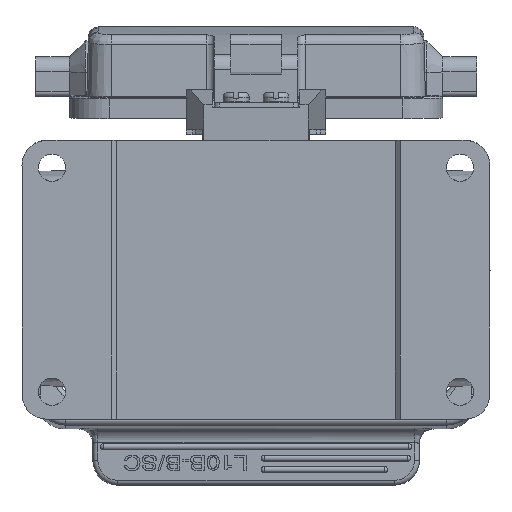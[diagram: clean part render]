
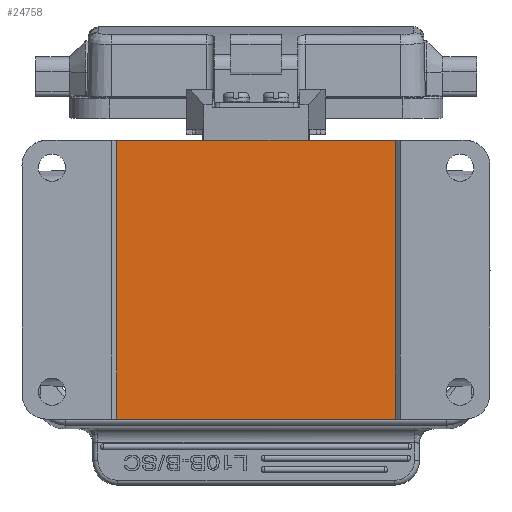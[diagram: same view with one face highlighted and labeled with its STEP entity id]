
A CAD part, front view. The second image highlights one B-rep face of the part: STEP entity #24758.
In plain terms, the highlighted planar face has unit normal (0, -1, -0.009).
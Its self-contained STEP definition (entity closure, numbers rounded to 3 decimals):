
#2827=DIRECTION('',(1.,0.,0.));
#2828=VECTOR('',#2827,56.);
#2829=CARTESIAN_POINT('',(18.986,-21.779,
-50.144));
#2830=LINE('',#2829,#2828);
#3241=DIRECTION('',(-1.,0.,0.));
#3242=VECTOR('',#3241,56.);
#3243=CARTESIAN_POINT('',(74.986,-22.285,5.854));
#3244=LINE('',#3243,#3242);
#3291=DIRECTION('',(0.,-0.009,1.));
#3292=VECTOR('',#3291,56.);
#3293=CARTESIAN_POINT('',(74.986,-21.796,
-50.144));
#3294=LINE('',#3293,#3292);
#3295=DIRECTION('',(0.,-0.009,1.));
#3296=VECTOR('',#3295,56.);
#3297=CARTESIAN_POINT('',(18.986,-21.779,
-50.144));
#3298=LINE('',#3297,#3296);
#17407=CARTESIAN_POINT('',(74.986,-22.285,
5.854));
#17408=VERTEX_POINT('',#17407);
#17409=CARTESIAN_POINT('',(18.986,-22.267,
5.854));
#17410=VERTEX_POINT('',#17409);
#17441=CARTESIAN_POINT('',(18.986,-21.779,
-50.144));
#17442=VERTEX_POINT('',#17441);
#17443=CARTESIAN_POINT('',(74.986,-21.796,
-50.144));
#17444=VERTEX_POINT('',#17443);
#24746=CARTESIAN_POINT('',(46.986,-22.032,
-22.145));
#24747=DIRECTION('',(0.,1.,0.009));
#24748=DIRECTION('',(0.,-0.009,1.));
#24749=AXIS2_PLACEMENT_3D('',#24746,#24747,#24748);
#24750=PLANE('',#24749);
#24751=ORIENTED_EDGE('',*,*,#24010,.F.);
#24753=ORIENTED_EDGE('',*,*,#24752,.T.);
#24754=ORIENTED_EDGE('',*,*,#24682,.F.);
#24755=ORIENTED_EDGE('',*,*,#24738,.F.);
#24756=EDGE_LOOP('',(#24751,#24753,#24754,#24755));
#24757=FACE_OUTER_BOUND('',#24756,.F.);
#24010=EDGE_CURVE('',#17442,#17444,#2830,.T.);
#24682=EDGE_CURVE('',#17408,#17410,#3244,.T.);
#24738=EDGE_CURVE('',#17444,#17408,#3294,.T.);
#24752=EDGE_CURVE('',#17442,#17410,#3298,.T.);
#24758=ADVANCED_FACE('',(#24757),#24750,.F.);
